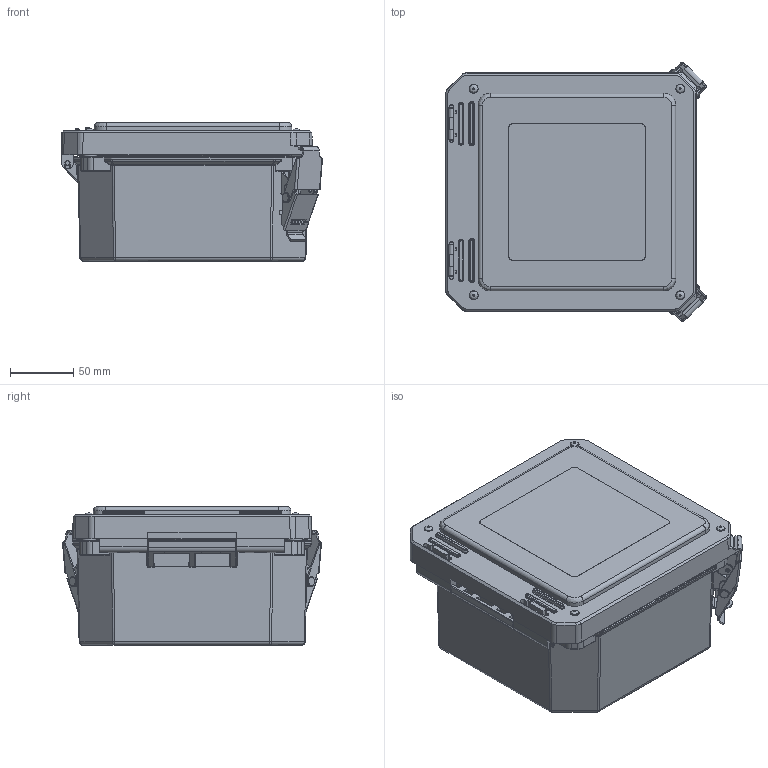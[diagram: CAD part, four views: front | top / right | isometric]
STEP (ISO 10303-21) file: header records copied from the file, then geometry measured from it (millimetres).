
FILE_DESCRIPTION(/* description */ (''),/* implementation_level */ '2;1');
FILE_NAME(/* name */ 'HW-60604CHQRW.stp',/* time_stamp */ '2016-08-22T14:39:49-05:00',/* author */ ('pmescher'),/* organization */ (''),/* preprocessor_version */ 'ST-DEVELOPER v16.5',/* originating_system */ 'Autodesk Inventor 2017',/* authorisation */ '');
FILE_SCHEMA (('AUTOMOTIVE_DESIGN { 1 0 10303 214 3 1 1 }'));
Products named in the file (16): DSW60604HPL_STP; DS060604BOX; BRASS INSERT-(; BRASS INSERT-(_1; BRASS INSERT-(_2; DSW060604CVR; GA606; BRASS INSERT-(_3; DS COVER  BUSH; RMHINGAT40006-01; DS060604A; LATCH -1 Assembly; AT40005; Part1; Part2; LATCH HINGE
Assembly tree (32 placements, depth 3):
  DSW60604HPL_STP
    DS060604BOX
    BRASS INSERT-(  x4
    BRASS INSERT-(_1  x4
    BRASS INSERT-(_2  x4
    DSW060604CVR
    GA606
    BRASS INSERT-(_3  x4
    DS COVER  BUSH  x4
    RMHINGAT40006-01  x2
    DS060604A
    LATCH -1 Assembly  x2
      AT40005
      Part1
      Part2
      LATCH HINGE
Bounding box: 205.92 x 204.31 x 109.53 mm (x, y, z)
Volume: 665096.2 mm3; surface area: 351304.2 mm2
Topology: 34 solids, 34 shells, 2150 faces, 5292 edges, 3152 vertices
Faces by surface type: cylinder 851, plane 753, bspline 354, torus 120, cone 48, sphere 24
Full cylindrical faces by diameter (mm): 3.429 x20, 3.48 x2, 3.81 x4, 3.861 x8, 3.962 x16, 5.3 x4, 5.563 x2, 5.766 x2, 6.248 x16, 6.401 x4, 6.426 x4, 7.62 x4, 7.938 x2, 9.525 x2, 11.049 x2
Entity records: 74818 total; most frequent: CARTESIAN_POINT 30098, DIRECTION 9466, ORIENTED_EDGE 9096, EDGE_CURVE 4548, AXIS2_PLACEMENT_3D 3650, VERTEX_POINT 2751, LINE 2166, VECTOR 2166
